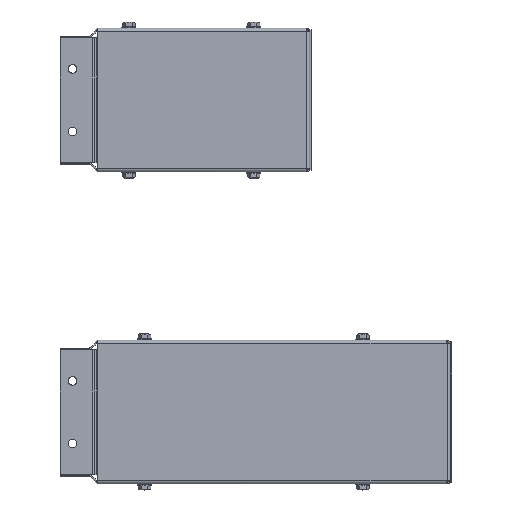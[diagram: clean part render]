
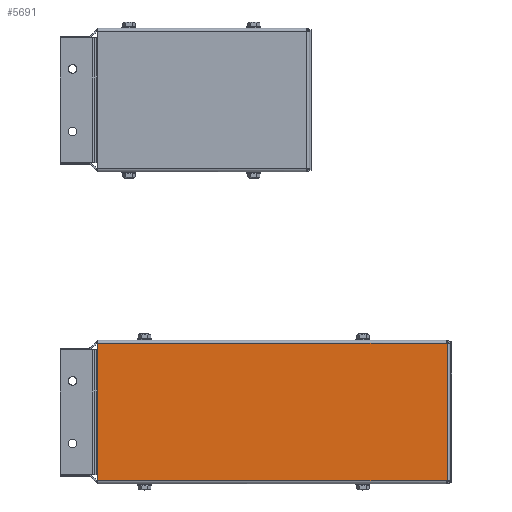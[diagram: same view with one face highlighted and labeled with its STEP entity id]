
A CAD part, top view. The second image highlights one B-rep face of the part: STEP entity #5691.
In plain terms, the highlighted planar face has unit normal (0, 0, 1).
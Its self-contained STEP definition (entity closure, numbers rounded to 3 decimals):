
#5211=CARTESIAN_POINT('',(0.,44.,68.0));
#5212=VERTEX_POINT('',#5211);
#5220=CARTESIAN_POINT('',(224.,44.,68.0));
#5221=VERTEX_POINT('',#5220);
#5222=CARTESIAN_POINT('',(224.0,44.,68.0));
#5223=DIRECTION('',(-1.0,0.0,0.0));
#5224=VECTOR('',#5223,224.0);
#5225=LINE('',#5222,#5224);
#5226=EDGE_CURVE('',#5221,#5212,#5225,.T.);
#5617=CARTESIAN_POINT('',(224.,-44.,68.0));
#5618=VERTEX_POINT('',#5617);
#5619=CARTESIAN_POINT('',(224.,-44.,68.0));
#5620=DIRECTION('',(0.0,1.0,0.0));
#5621=VECTOR('',#5620,88.);
#5622=LINE('',#5619,#5621);
#5623=EDGE_CURVE('',#5618,#5221,#5622,.T.);
#5668=CARTESIAN_POINT('',(113.0,0.,68.0));
#5669=DIRECTION('',(0.0,0.0,1.0));
#5670=DIRECTION('',(1.0,0.0,0.0));
#5671=AXIS2_PLACEMENT_3D('',#5668,#5669,#5670);
#5672=PLANE('',#5671);
#5673=ORIENTED_EDGE('',*,*,#5226,.T.);
#5674=CARTESIAN_POINT('',(0.,-44.,68.0));
#5675=VERTEX_POINT('',#5674);
#5676=CARTESIAN_POINT('',(0.0,-44.,68.0));
#5677=DIRECTION('',(0.0,1.0,0.0));
#5678=VECTOR('',#5677,88.);
#5679=LINE('',#5676,#5678);
#5680=EDGE_CURVE('',#5675,#5212,#5679,.T.);
#5681=ORIENTED_EDGE('',*,*,#5680,.F.);
#5682=CARTESIAN_POINT('',(0.0,-44.,68.0));
#5683=DIRECTION('',(1.0,0.0,0.0));
#5684=VECTOR('',#5683,224.0);
#5685=LINE('',#5682,#5684);
#5686=EDGE_CURVE('',#5675,#5618,#5685,.T.);
#5687=ORIENTED_EDGE('',*,*,#5686,.T.);
#5688=ORIENTED_EDGE('',*,*,#5623,.T.);
#5689=EDGE_LOOP('',(#5673,#5681,#5687,#5688));
#5690=FACE_OUTER_BOUND('',#5689,.T.);
#5691=ADVANCED_FACE('',(#5690),#5672,.T.);
